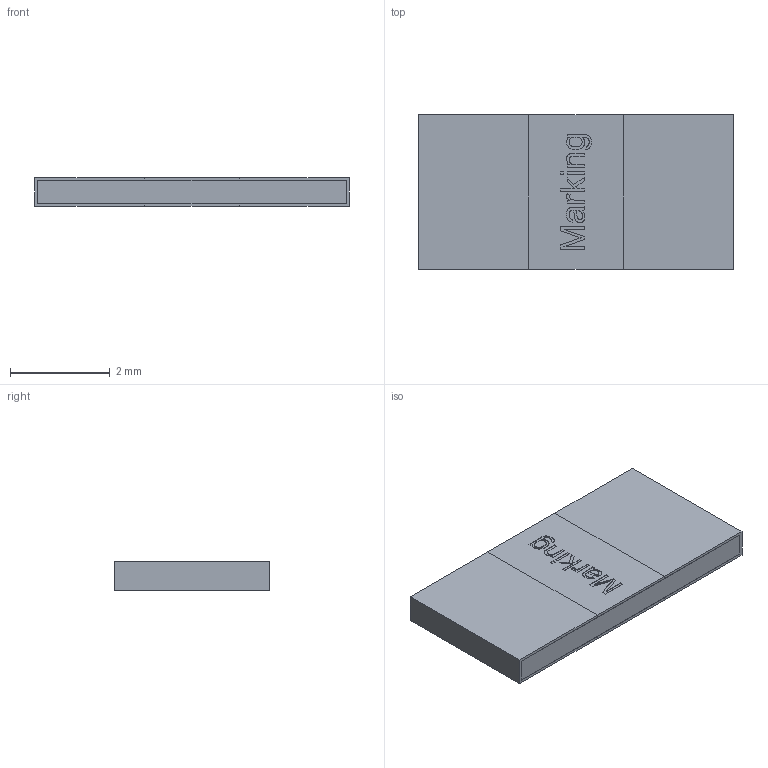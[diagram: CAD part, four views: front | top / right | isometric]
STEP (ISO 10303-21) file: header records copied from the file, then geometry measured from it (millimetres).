
FILE_DESCRIPTION(/* description */ ('Unknown'),/* implementation_level */ '2;1');
FILE_NAME(/* name */ 'WRIS-PSMC_2512',/* time_stamp */ '2018-08-01T10:40:56+02:00',/* author */ ('Unknown'),/* organization */ ('Unknown'),/* preprocessor_version */ 'ST-DEVELOPER v16.7',/* originating_system */ 'DEX',/* authorisation */ $);
FILE_SCHEMA (('AUTOMOTIVE_DESIGN {1 0 10303 214 3 1 1}'));
Length unit declared in the file: millimetre
Products named in the file (4): 2512; Body; Pins; Cover
Assembly tree (3 placements, depth 2):
  2512
    Body
    Pins
    Cover
Bounding box: 6.3 x 3.1 x 0.58 mm (x, y, z)
Volume: 11.3 mm3; surface area: 134 mm2
Topology: 5 solids, 5 shells, 110 faces, 270 edges, 180 vertices
Faces by surface type: plane 94, bspline 16
Entity records: 4389 total; most frequent: CARTESIAN_POINT 1427, ORIENTED_EDGE 538, DIRECTION 341, EDGE_CURVE 269, VERTEX_POINT 180, LINE 145, VECTOR 145, B_SPLINE_CURVE_WITH_KNOTS 124
